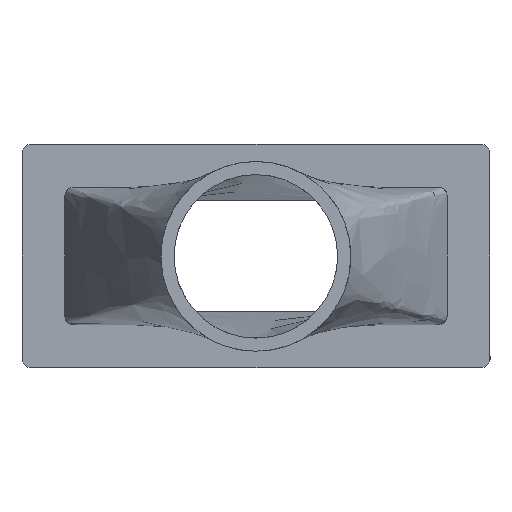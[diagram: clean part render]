
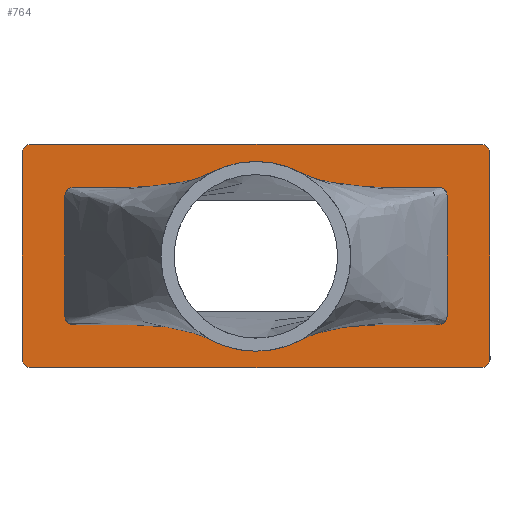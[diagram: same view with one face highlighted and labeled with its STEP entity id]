
A CAD part, front view. The second image highlights one B-rep face of the part: STEP entity #764.
In plain terms, the highlighted planar face has unit normal (0, -1, 0).
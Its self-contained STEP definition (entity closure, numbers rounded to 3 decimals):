
#33=FACE_BOUND('',#119,.T.);
#37=PLANE('',#829);
#78=FACE_OUTER_BOUND('',#118,.T.);
#118=EDGE_LOOP('',(#586,#587,#588,#589,#590,#591,#592,#593));
#119=EDGE_LOOP('',(#594,#595,#596,#597,#598,#599,#600,#601));
#168=CIRCLE('',#830,1.);
#169=CIRCLE('',#831,1.);
#170=CIRCLE('',#832,1.);
#171=CIRCLE('',#833,1.);
#172=CIRCLE('',#834,1.);
#173=CIRCLE('',#835,1.);
#174=CIRCLE('',#836,1.);
#175=CIRCLE('',#837,1.);
#203=LINE('',#1668,#270);
#204=LINE('',#1672,#271);
#205=LINE('',#1676,#272);
#206=LINE('',#1679,#273);
#207=LINE('',#1682,#274);
#208=LINE('',#1686,#275);
#209=LINE('',#1690,#276);
#210=LINE('',#1694,#277);
#270=VECTOR('',#942,10.);
#271=VECTOR('',#945,10.);
#272=VECTOR('',#948,10.);
#273=VECTOR('',#951,10.);
#274=VECTOR('',#952,10.);
#275=VECTOR('',#955,10.);
#276=VECTOR('',#958,10.);
#277=VECTOR('',#961,10.);
#359=VERTEX_POINT('',#1664);
#360=VERTEX_POINT('',#1665);
#361=VERTEX_POINT('',#1667);
#362=VERTEX_POINT('',#1669);
#363=VERTEX_POINT('',#1671);
#364=VERTEX_POINT('',#1673);
#365=VERTEX_POINT('',#1675);
#366=VERTEX_POINT('',#1677);
#367=VERTEX_POINT('',#1680);
#368=VERTEX_POINT('',#1681);
#369=VERTEX_POINT('',#1683);
#370=VERTEX_POINT('',#1685);
#371=VERTEX_POINT('',#1687);
#372=VERTEX_POINT('',#1689);
#373=VERTEX_POINT('',#1691);
#374=VERTEX_POINT('',#1693);
#447=EDGE_CURVE('',#359,#360,#168,.T.);
#448=EDGE_CURVE('',#359,#361,#203,.T.);
#449=EDGE_CURVE('',#362,#361,#169,.T.);
#450=EDGE_CURVE('',#362,#363,#204,.T.);
#451=EDGE_CURVE('',#364,#363,#170,.T.);
#452=EDGE_CURVE('',#364,#365,#205,.T.);
#453=EDGE_CURVE('',#366,#365,#171,.T.);
#454=EDGE_CURVE('',#366,#360,#206,.T.);
#455=EDGE_CURVE('',#367,#368,#207,.T.);
#456=EDGE_CURVE('',#369,#367,#172,.T.);
#457=EDGE_CURVE('',#370,#369,#208,.T.);
#458=EDGE_CURVE('',#371,#370,#173,.T.);
#459=EDGE_CURVE('',#372,#371,#209,.T.);
#460=EDGE_CURVE('',#373,#372,#174,.T.);
#461=EDGE_CURVE('',#374,#373,#210,.T.);
#462=EDGE_CURVE('',#368,#374,#175,.T.);
#586=ORIENTED_EDGE('',*,*,#447,.F.);
#587=ORIENTED_EDGE('',*,*,#448,.T.);
#588=ORIENTED_EDGE('',*,*,#449,.F.);
#589=ORIENTED_EDGE('',*,*,#450,.T.);
#590=ORIENTED_EDGE('',*,*,#451,.F.);
#591=ORIENTED_EDGE('',*,*,#452,.T.);
#592=ORIENTED_EDGE('',*,*,#453,.F.);
#593=ORIENTED_EDGE('',*,*,#454,.T.);
#594=ORIENTED_EDGE('',*,*,#455,.F.);
#595=ORIENTED_EDGE('',*,*,#456,.F.);
#596=ORIENTED_EDGE('',*,*,#457,.F.);
#597=ORIENTED_EDGE('',*,*,#458,.F.);
#598=ORIENTED_EDGE('',*,*,#459,.F.);
#599=ORIENTED_EDGE('',*,*,#460,.F.);
#600=ORIENTED_EDGE('',*,*,#461,.F.);
#601=ORIENTED_EDGE('',*,*,#462,.F.);
#764=ADVANCED_FACE('',(#78,#33),#37,.F.);
#829=AXIS2_PLACEMENT_3D('',#1663,#938,#939);
#830=AXIS2_PLACEMENT_3D('',#1666,#940,#941);
#831=AXIS2_PLACEMENT_3D('',#1670,#943,#944);
#832=AXIS2_PLACEMENT_3D('',#1674,#946,#947);
#833=AXIS2_PLACEMENT_3D('',#1678,#949,#950);
#834=AXIS2_PLACEMENT_3D('',#1684,#953,#954);
#835=AXIS2_PLACEMENT_3D('',#1688,#956,#957);
#836=AXIS2_PLACEMENT_3D('',#1692,#959,#960);
#837=AXIS2_PLACEMENT_3D('',#1695,#962,#963);
#938=DIRECTION('center_axis',(0.,1.,0.));
#939=DIRECTION('ref_axis',(-1.,0.,0.));
#940=DIRECTION('center_axis',(0.,1.,0.));
#941=DIRECTION('ref_axis',(0.707,0.,-0.707));
#942=DIRECTION('',(0.,0.,1.));
#943=DIRECTION('center_axis',(0.,1.,0.));
#944=DIRECTION('ref_axis',(0.707,0.,0.707));
#945=DIRECTION('',(-1.,0.,0.));
#946=DIRECTION('center_axis',(0.,1.,0.));
#947=DIRECTION('ref_axis',(-0.707,0.,0.707));
#948=DIRECTION('',(0.,0.,-1.));
#949=DIRECTION('center_axis',(0.,1.,0.));
#950=DIRECTION('ref_axis',(-0.707,0.,-0.707));
#951=DIRECTION('',(1.,0.,0.));
#952=DIRECTION('',(-1.,0.,0.));
#953=DIRECTION('center_axis',(0.,-1.,
0.));
#954=DIRECTION('ref_axis',(0.,0.,1.));
#955=DIRECTION('',(0.,0.,1.));
#956=DIRECTION('center_axis',(0.,-1.,
0.));
#957=DIRECTION('ref_axis',(1.,0.,0.));
#958=DIRECTION('',(1.,0.,0.));
#959=DIRECTION('center_axis',(0.,-1.,
0.));
#960=DIRECTION('ref_axis',(0.,0.,-1.));
#961=DIRECTION('',(0.,0.,-1.));
#962=DIRECTION('center_axis',(0.,-1.,
0.));
#963=DIRECTION('ref_axis',(-1.,0.,0.));
#1663=CARTESIAN_POINT('Origin',(-26.7,-50.062,11.7));
#1664=CARTESIAN_POINT('',(0.55,-50.066,-0.3));
#1665=CARTESIAN_POINT('',(-0.45,-50.066,-1.3));
#1666=CARTESIAN_POINT('Origin',(-0.45,-50.066,-0.3));
#1667=CARTESIAN_POINT('',(0.55,-50.066,23.7));
#1668=CARTESIAN_POINT('',(0.55,-50.066,8.2));
#1669=CARTESIAN_POINT('',(-0.45,-50.066,24.7));
#1670=CARTESIAN_POINT('Origin',(-0.45,-50.066,23.7));
#1671=CARTESIAN_POINT('',(-52.95,-50.058,24.7));
#1672=CARTESIAN_POINT('',(-16.075,-50.063,24.7));
#1673=CARTESIAN_POINT('',(-53.95,-50.058,23.7));
#1674=CARTESIAN_POINT('Origin',(-52.95,-50.058,23.7));
#1675=CARTESIAN_POINT('',(-53.95,-50.058,-0.3));
#1676=CARTESIAN_POINT('',(-53.95,-50.058,15.2));
#1677=CARTESIAN_POINT('',(-52.95,-50.058,-1.3));
#1678=CARTESIAN_POINT('Origin',(-52.95,-50.058,-0.3));
#1679=CARTESIAN_POINT('',(-37.325,-50.06,-1.3));
#1680=CARTESIAN_POINT('',(-5.45,-50.065,19.7));
#1681=CARTESIAN_POINT('',(-47.95,-50.059,19.7));
#1682=CARTESIAN_POINT('',(-5.45,-50.065,19.7));
#1683=CARTESIAN_POINT('',(-4.45,-50.065,18.7));
#1684=CARTESIAN_POINT('Origin',(-5.45,-50.065,18.7));
#1685=CARTESIAN_POINT('',(-4.45,-50.065,4.7));
#1686=CARTESIAN_POINT('',(-4.45,-50.065,4.7));
#1687=CARTESIAN_POINT('',(-5.45,-50.065,3.7));
#1688=CARTESIAN_POINT('Origin',(-5.45,-50.065,4.7));
#1689=CARTESIAN_POINT('',(-47.95,-50.059,3.7));
#1690=CARTESIAN_POINT('',(-47.95,-50.059,3.7));
#1691=CARTESIAN_POINT('',(-48.95,-50.058,4.7));
#1692=CARTESIAN_POINT('Origin',(-47.95,-50.059,4.7));
#1693=CARTESIAN_POINT('',(-48.95,-50.058,18.7));
#1694=CARTESIAN_POINT('',(-48.95,-50.058,18.7));
#1695=CARTESIAN_POINT('Origin',(-47.95,-50.059,18.7));
